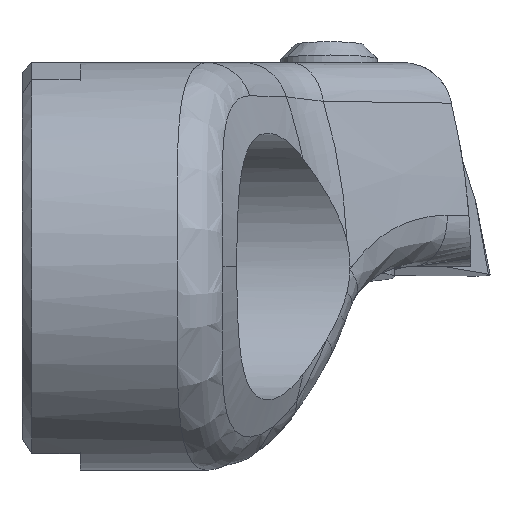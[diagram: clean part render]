
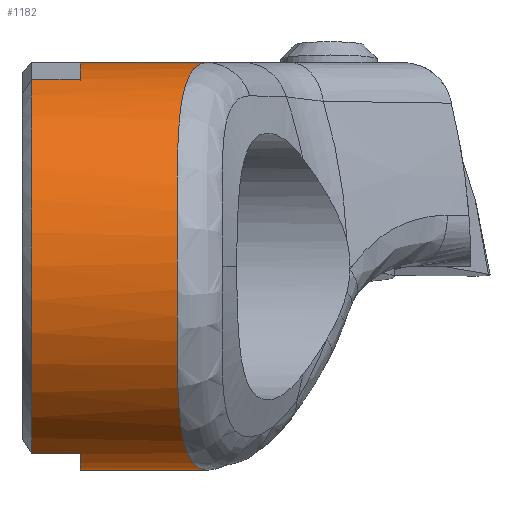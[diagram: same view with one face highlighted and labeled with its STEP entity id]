
A CAD part, left-side view. The second image highlights one B-rep face of the part: STEP entity #1182.
In plain terms, the highlighted cylindrical face has radius 4.2 mm (diameter 8.4 mm), a partial arc.
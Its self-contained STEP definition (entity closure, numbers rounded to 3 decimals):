
#642=VERTEX_POINT('NONE',#1824);
#686=VERTEX_POINT('NONE',#1877);
#744=EDGE_CURVE('NONE',#642,#1082,#1942,.F.);
#772=EDGE_CURVE('NONE',#1012,#686,#1973,.T.);
#872=VERTEX_POINT('NONE',#2087);
#906=EDGE_CURVE('NONE',#686,#1154,#2124,.F.);
#1002=EDGE_CURVE('NONE',#1154,#872,#2227,.F.);
#1012=VERTEX_POINT('NONE',#2238);
#1070=EDGE_CURVE('NONE',#872,#1722,#2306,.F.);
#1082=VERTEX_POINT('NONE',#2320);
#1154=VERTEX_POINT('NONE',#2397);
#1182=ADVANCED_FACE('NONE',(#2429),#2430,.T.);
#1368=EDGE_CURVE('NONE',#1012,#1490,#2636,.T.);
#1490=VERTEX_POINT('NONE',#2767);
#1586=EDGE_CURVE('NONE',#1722,#642,#2871,.T.);
#1622=EDGE_CURVE('NONE',#1082,#1490,#2907,.F.);
#1722=VERTEX_POINT('NONE',#3019);
#1824=CARTESIAN_POINT('',(-1.65,-0.2,-3.862));
#1877=CARTESIAN_POINT('',(0.,-3.807,4.2));
#1942=LINE('',#4277,#4278);
#1973=B_SPLINE_CURVE_WITH_KNOTS('',3,(#4386,#4387,#4388,#4389,#4390,#4391,#4392,#4393,#4394,#4395,#4396,#4397,#4398,#4399,#4400,#4401,#4402,#4403,#4404,#4405,#4406,#4407,#4408,#4409,#4410),.UNSPECIFIED.,.F.,.F.,(4,3,3,3,3,3,3,3,4),(0.179,0.183,0.29,0.416,0.543,0.67,0.801,0.915,1.0),.UNSPECIFIED.);
#2087=CARTESIAN_POINT('',(-1.65,-1.2,3.862));
#2124=LINE('',#5072,#5073);
#2227=CIRCLE('',#7644,4.2);
#2238=CARTESIAN_POINT('',(0.,-3.807,-4.2));
#2306=LINE('',#8091,#8092);
#2320=CARTESIAN_POINT('',(-1.65,-1.2,-3.862));
#2397=CARTESIAN_POINT('',(0.,-1.2,4.2));
#2429=FACE_OUTER_BOUND('',#8277,.T.);
#2430=CYLINDRICAL_SURFACE('',#8278,4.2);
#2636=LINE('',#10557,#10558);
#2767=CARTESIAN_POINT('',(0.,-1.2,-4.2));
#2871=CIRCLE('',#12402,4.2);
#2907=CIRCLE('',#12456,4.2);
#3019=CARTESIAN_POINT('',(-1.65,-0.2,3.862));
#4277=CARTESIAN_POINT('',(-1.65,-10.0,-3.862));
#4278=VECTOR('',#13029,1.0);
#4386=CARTESIAN_POINT('',(0.,-3.807,-4.2));
#4387=CARTESIAN_POINT('',(-0.022,-3.801,-4.2));
#4388=CARTESIAN_POINT('',(-0.044,-3.794,-4.2));
#4389=CARTESIAN_POINT('',(-0.066,-3.788,-4.199));
#4390=CARTESIAN_POINT('',(-0.617,-3.628,-4.191));
#4391=CARTESIAN_POINT('',(-1.176,-3.497,-4.072));
#4392=CARTESIAN_POINT('',(-1.694,-3.405,-3.843));
#4393=CARTESIAN_POINT('',(-2.308,-3.296,-3.572));
#4394=CARTESIAN_POINT('',(-2.863,-3.241,-3.147));
#4395=CARTESIAN_POINT('',(-3.287,-3.218,-2.615));
#4396=CARTESIAN_POINT('',(-3.715,-3.194,-2.076));
#4397=CARTESIAN_POINT('',(-4.008,-3.197,-1.431));
#4398=CARTESIAN_POINT('',(-4.132,-3.199,-0.754));
#4399=CARTESIAN_POINT('',(-4.255,-3.2,-0.077));
#4400=CARTESIAN_POINT('',(-4.209,-3.198,0.63));
#4401=CARTESIAN_POINT('',(-3.998,-3.198,1.285));
#4402=CARTESIAN_POINT('',(-3.782,-3.198,1.958));
#4403=CARTESIAN_POINT('',(-3.393,-3.202,2.574));
#4404=CARTESIAN_POINT('',(-2.879,-3.247,3.058));
#4405=CARTESIAN_POINT('',(-2.433,-3.286,3.478));
#4406=CARTESIAN_POINT('',(-1.894,-3.359,3.797));
#4407=CARTESIAN_POINT('',(-1.322,-3.476,3.987));
#4408=CARTESIAN_POINT('',(-0.891,-3.564,4.129));
#4409=CARTESIAN_POINT('',(-0.443,-3.677,4.2));
#4410=CARTESIAN_POINT('',(0.,-3.807,4.2));
#5072=CARTESIAN_POINT('',(0.,-10.0,4.2));
#5073=VECTOR('',#13233,1.0);
#7644=AXIS2_PLACEMENT_3D('',#13337,#13338,#13339);
#8091=CARTESIAN_POINT('',(-1.65,-10.0,3.862));
#8092=VECTOR('',#13438,1.0);
#8277=EDGE_LOOP('',(#13582,#13583,#13584,#13585,#13586,#13587,#13588,#13589));
#8278=AXIS2_PLACEMENT_3D('',#13590,#13591,#13592);
#10557=CARTESIAN_POINT('',(0.,-10.0,-4.2));
#10558=VECTOR('',#13822,1000.0);
#12402=AXIS2_PLACEMENT_3D('',#14045,#14046,#14047);
#12456=AXIS2_PLACEMENT_3D('',#14072,#14073,#14074);
#13029=DIRECTION('',(-0.0,1.0,0.0));
#13233=DIRECTION('',(0.0,-1.0,0.0));
#13337=CARTESIAN_POINT('',(0.0,-1.2,0.0));
#13338=DIRECTION('',(0.,1.0,0.));
#13339=DIRECTION('',(0.,0.0,-1.0));
#13438=DIRECTION('',(0.0,-1.0,0.0));
#13582=ORIENTED_EDGE('',*,*,#1368,.F.);
#13583=ORIENTED_EDGE('',*,*,#772,.T.);
#13584=ORIENTED_EDGE('',*,*,#906,.T.);
#13585=ORIENTED_EDGE('',*,*,#1002,.T.);
#13586=ORIENTED_EDGE('',*,*,#1070,.T.);
#13587=ORIENTED_EDGE('',*,*,#1586,.T.);
#13588=ORIENTED_EDGE('',*,*,#744,.T.);
#13589=ORIENTED_EDGE('',*,*,#1622,.T.);
#13590=CARTESIAN_POINT('',(0.0,-10.0,0.0));
#13591=DIRECTION('',(-0.0,1.0,0.0));
#13592=DIRECTION('',(0.,0.0,-1.0));
#13822=DIRECTION('',(0.0,1.0,0.0));
#14045=CARTESIAN_POINT('',(0.0,-0.2,0.0));
#14046=DIRECTION('',(0.0,-1.0,-0.0));
#14047=DIRECTION('',(0.,0.0,-1.0));
#14072=CARTESIAN_POINT('',(0.0,-1.2,0.0));
#14073=DIRECTION('',(0.,1.0,0.));
#14074=DIRECTION('',(0.,0.0,-1.0));
